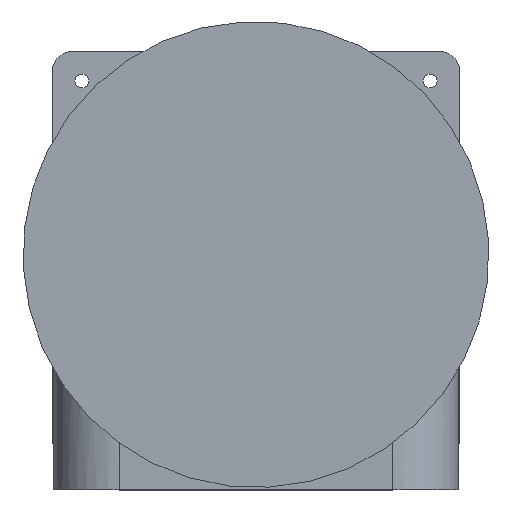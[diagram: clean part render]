
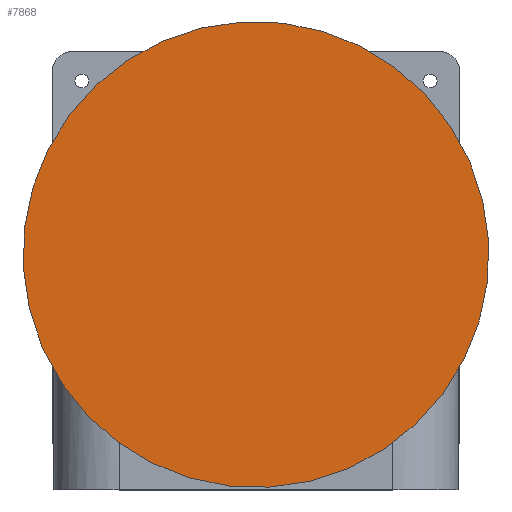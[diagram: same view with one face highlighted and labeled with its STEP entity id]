
A CAD part, top view. The second image highlights one B-rep face of the part: STEP entity #7868.
In plain terms, the highlighted planar face has unit normal (0, 0, 1).
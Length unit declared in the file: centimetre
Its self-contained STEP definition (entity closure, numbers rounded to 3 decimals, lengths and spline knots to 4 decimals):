
#30 = CIRCLE ( 'NONE', #5132, 11.9 ) ;
#516 = ORIENTED_EDGE ( 'NONE', *, *, #7619, .T. ) ;
#673 = CARTESIAN_POINT ( 'NONE',  ( 0., 0., 22. ) ) ;
#1362 = PLANE ( 'NONE',  #14543 ) ;
#1448 = DIRECTION ( 'NONE',  ( 0., -1., 0. ) ) ;
#2711 = VERTEX_POINT ( 'NONE', #5098 ) ;
#3041 = DIRECTION ( 'NONE',  ( 0., -1., 0. ) ) ;
#3967 = DIRECTION ( 'NONE',  ( 0., 0., 1. ) ) ;
#4915 = VERTEX_POINT ( 'NONE', #5226 ) ;
#5098 = CARTESIAN_POINT ( 'NONE',  ( -11.5747, -2.7635, 22. ) ) ;
#5132 = AXIS2_PLACEMENT_3D ( 'NONE', #10795, #9439, #8268 ) ;
#5226 = CARTESIAN_POINT ( 'NONE',  ( 11.5747, 2.7635, 22. ) ) ;
#6482 = CARTESIAN_POINT ( 'NONE',  ( 0., 0., 22. ) ) ;
#7386 = EDGE_LOOP ( 'NONE', ( #516, #15766 ) ) ;
#7619 = EDGE_CURVE ( 'NONE', #2711, #4915, #30, .T. ) ;
#7751 = FACE_OUTER_BOUND ( 'NONE', #7386, .T. ) ;
#7868 = ADVANCED_FACE ( 'NONE', ( #7751 ), #1362, .T. ) ;
#8268 = DIRECTION ( 'NONE',  ( 0., -1., 0. ) ) ;
#8767 = AXIS2_PLACEMENT_3D ( 'NONE', #673, #10935, #3041 ) ;
#9439 = DIRECTION ( 'NONE',  ( 0., 0., 1. ) ) ;
#10795 = CARTESIAN_POINT ( 'NONE',  ( 0., 0., 22. ) ) ;
#10935 = DIRECTION ( 'NONE',  ( 0., 0., 1. ) ) ;
#14543 = AXIS2_PLACEMENT_3D ( 'NONE', #6482, #3967, #1448 ) ;
#15766 = ORIENTED_EDGE ( 'NONE', *, *, #15810, .T. ) ;
#15810 = EDGE_CURVE ( 'NONE', #4915, #2711, #16291, .T. ) ;
#16291 = CIRCLE ( 'NONE', #8767, 11.9 ) ;
